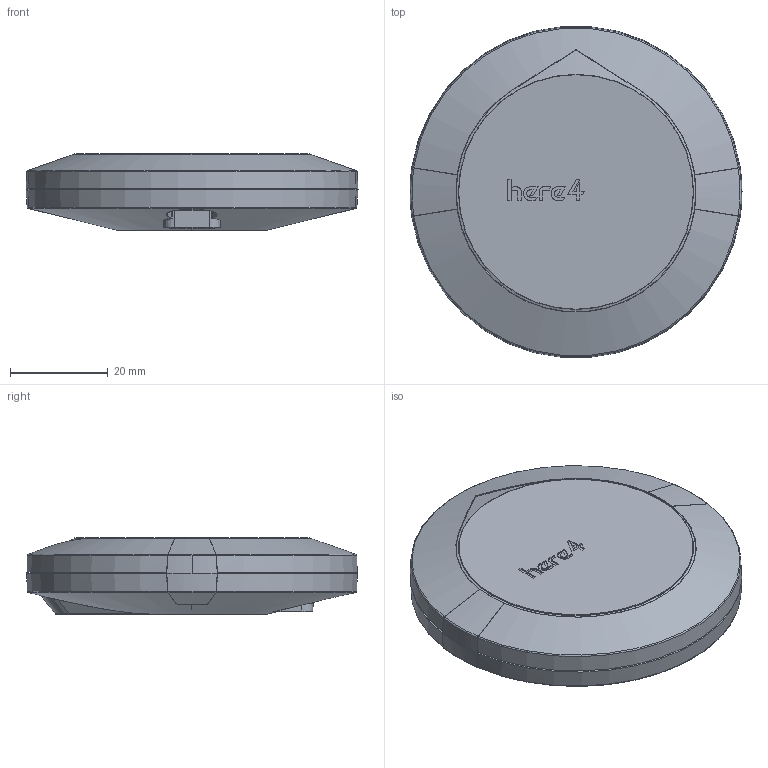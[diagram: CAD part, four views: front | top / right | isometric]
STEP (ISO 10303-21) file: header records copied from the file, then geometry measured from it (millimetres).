
FILE_DESCRIPTION (( 'STEP AP214' ), '1' );
FILE_NAME ('Here4.STEP', '2023-06-12T02:48:42', ( '' ), ( '' ), 'SwSTEP 2.0', 'SolidWorks 2018', '' );
FILE_SCHEMA (( 'AUTOMOTIVE_DESIGN' ));
Length unit declared in the file: millimetre
Products named in the file (10): Here4.STEP.STEP; Here4; GPS_HERE4_2022_TOCASE.stp.STEP.STEP.STEP.STEP; Here4 shielding.STEP.STEP.STEP.STEP; Here4 assembly.STEP.STEP.STEP.STEP; here4_2022_topcase_asm20230313.stp.STEP.STEP.STEP.STEP; Here4.STEP.STEP.STEP; here4_led_lens20230313.stp.STEP.STEP.STEP.STEP; Here4.STEP; NUT_HERE4_2022_M2-5MM.stp.STEP.STEP.STEP.STEP
Assembly tree (10 placements, depth 7):
  Here4
    Here4.STEP
      Here4.STEP.STEP
        Here4.STEP.STEP.STEP
          Here4 assembly.STEP.STEP.STEP.STEP
            here4_2022_topcase_asm20230313.stp.STEP.STEP.STEP.STEP
              GPS_HERE4_2022_TOCASE.stp.STEP.STEP.STEP.STEP
              NUT_HERE4_2022_M2-5MM.stp.STEP.STEP.STEP.STEP
            Here4 shielding.STEP.STEP.STEP.STEP
            here4_led_lens20230313.stp.STEP.STEP.STEP.STEP  x2
Bounding box: 67.8 x 67.56 x 15.6 mm (x, y, z)
Volume: 16843.9 mm3; surface area: 22082.5 mm2
Topology: 5 solids, 5 shells, 1484 faces, 4168 edges, 2680 vertices
Faces by surface type: plane 663, cone 317, cylinder 226, bspline 192, torus 86
Entity records: 53285 total; most frequent: CARTESIAN_POINT 21230, ORIENTED_EDGE 7502, DIRECTION 5551, EDGE_CURVE 3751, VERTEX_POINT 2417, AXIS2_PLACEMENT_3D 2061, B_SPLINE_CURVE_WITH_KNOTS 1440, LINE 1429
